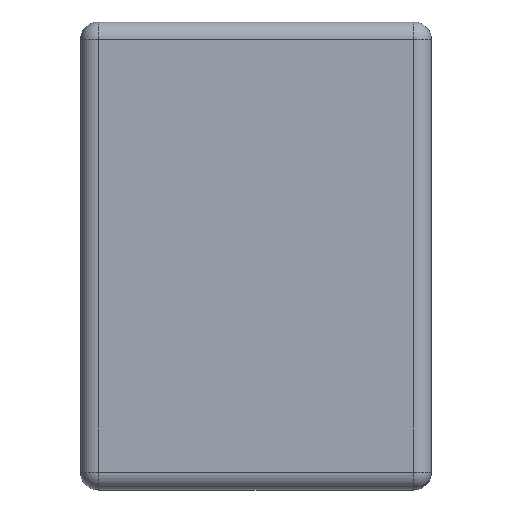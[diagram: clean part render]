
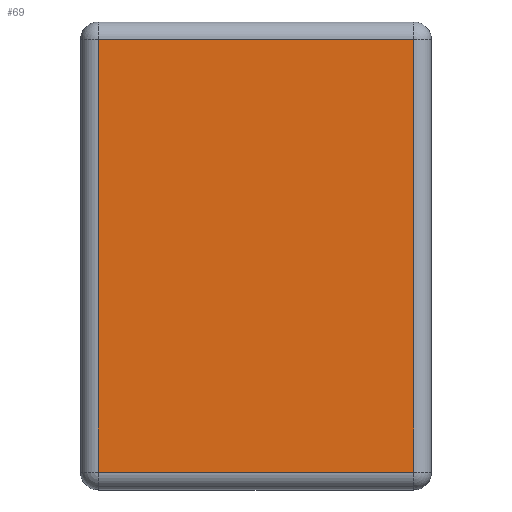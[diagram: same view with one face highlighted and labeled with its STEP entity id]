
A CAD part, top view. The second image highlights one B-rep face of the part: STEP entity #69.
In plain terms, the highlighted planar face has unit normal (0, 0, 1).
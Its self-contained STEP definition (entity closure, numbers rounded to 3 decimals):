
#12=DIRECTION('',(0.,0.,1.));
#21=VERTEX_POINT('',#22);
#22=CARTESIAN_POINT('',(-1.35,1.85,2.));
#35=VECTOR('',#36,1.);
#36=DIRECTION('',(-0.,-1.,-0.));
#39=VERTEX_POINT('',#40);
#40=CARTESIAN_POINT('',(-1.35,-1.85,2.));
#47=EDGE_CURVE('',#21,#39,#48,.T.);
#48=LINE('',#22,#35);
#65=DIRECTION('',(0.,1.,0.));
#69=ADVANCED_FACE('',(#70),#91,.T.);
#70=FACE_BOUND('',#71,.T.);
#71=EDGE_LOOP('',(#72,#79,#85,#90));
#72=ORIENTED_EDGE('',*,*,#73,.T.);
#73=EDGE_CURVE('',#39,#74,#76,.T.);
#74=VERTEX_POINT('',#75);
#75=CARTESIAN_POINT('',(1.35,-1.85,2.));
#76=LINE('',#40,#77);
#77=VECTOR('',#78,1.);
#78=DIRECTION('',(1.,0.,0.));
#79=ORIENTED_EDGE('',*,*,#80,.T.);
#80=EDGE_CURVE('',#74,#81,#83,.T.);
#81=VERTEX_POINT('',#82);
#82=CARTESIAN_POINT('',(1.35,1.85,2.));
#83=LINE('',#75,#84);
#84=VECTOR('',#65,1.);
#85=ORIENTED_EDGE('',*,*,#86,.T.);
#86=EDGE_CURVE('',#81,#21,#87,.T.);
#87=LINE('',#82,#88);
#88=VECTOR('',#89,1.);
#89=DIRECTION('',(-1.,-0.,-0.));
#90=ORIENTED_EDGE('',*,*,#47,.T.);
#91=PLANE('',#92);
#92=AXIS2_PLACEMENT_3D('',#93,#12,#78);
#93=CARTESIAN_POINT('',(-1.5,-2.,2.));
